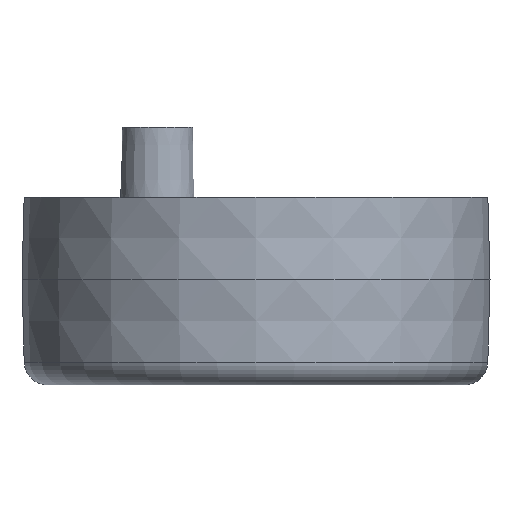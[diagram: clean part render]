
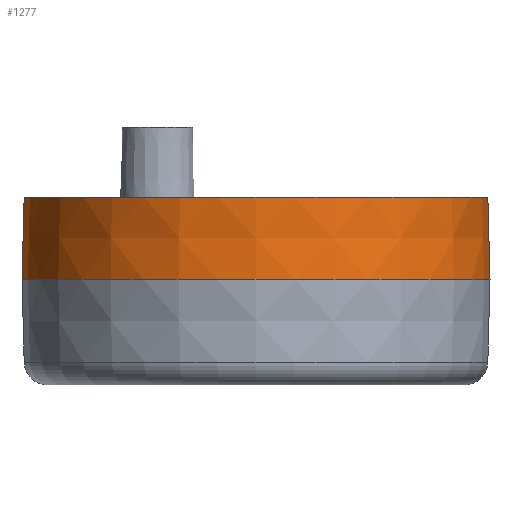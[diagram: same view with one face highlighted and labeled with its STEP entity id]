
A CAD part, left-side view. The second image highlights one B-rep face of the part: STEP entity #1277.
In plain terms, the highlighted conical face has half-angle 1.5 degrees and reference radius 10 mm.
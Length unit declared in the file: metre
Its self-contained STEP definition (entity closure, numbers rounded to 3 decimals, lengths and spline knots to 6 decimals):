
#61=CONICAL_SURFACE('',#1407,0.01,0.026);
#149=LINE('',#2094,#244);
#150=LINE('',#2096,#245);
#244=VECTOR('',#1673,1.);
#245=VECTOR('',#1676,1.);
#403=ORIENTED_EDGE('',*,*,#748,.T.);
#404=ORIENTED_EDGE('',*,*,#681,.T.);
#405=ORIENTED_EDGE('',*,*,#749,.F.);
#406=ORIENTED_EDGE('',*,*,#723,.F.);
#681=EDGE_CURVE('',#860,#859,#963,.T.);
#723=EDGE_CURVE('',#900,#901,#977,.T.);
#748=EDGE_CURVE('',#900,#860,#149,.T.);
#749=EDGE_CURVE('',#901,#859,#150,.T.);
#859=VERTEX_POINT('',#1951);
#860=VERTEX_POINT('',#1955);
#900=VERTEX_POINT('',#2044);
#901=VERTEX_POINT('',#2046);
#963=CIRCLE('',#1370,0.01);
#977=CIRCLE('',#1393,0.009908);
#1047=EDGE_LOOP('',(#403,#404,#405,#406));
#1147=FACE_BOUND('',#1047,.T.);
#1277=ADVANCED_FACE('',(#1147),#61,.T.);
#1370=AXIS2_PLACEMENT_3D('',#1958,#1561,#1562);
#1393=AXIS2_PLACEMENT_3D('',#2045,#1632,#1633);
#1407=AXIS2_PLACEMENT_3D('',#2095,#1674,#1675);
#1561=DIRECTION('',(0.,0.,1.));
#1562=DIRECTION('',(1.,0.,0.));
#1632=DIRECTION('',(0.,0.,1.));
#1633=DIRECTION('',(1.,0.,0.));
#1673=DIRECTION('',(0.003,0.026,-1.));
#1674=DIRECTION('',(0.,0.,-1.));
#1675=DIRECTION('',(1.,0.,0.));
#1676=DIRECTION('',(0.003,-0.026,-1.));
#1951=CARTESIAN_POINT('',(0.001012,-0.009949,0.0045));
#1955=CARTESIAN_POINT('',(0.001012,0.009949,0.0045));
#1958=CARTESIAN_POINT('',(0.,0.,0.0045));
#2044=CARTESIAN_POINT('',(0.001003,0.009857,0.008));
#2045=CARTESIAN_POINT('',(0.,0.,0.008));
#2046=CARTESIAN_POINT('',(0.001003,-0.009857,0.008));
#2094=CARTESIAN_POINT('',(0.001012,0.009949,0.0045));
#2095=CARTESIAN_POINT('',(0.,0.,0.0045));
#2096=CARTESIAN_POINT('',(0.001012,-0.009949,0.0045));
